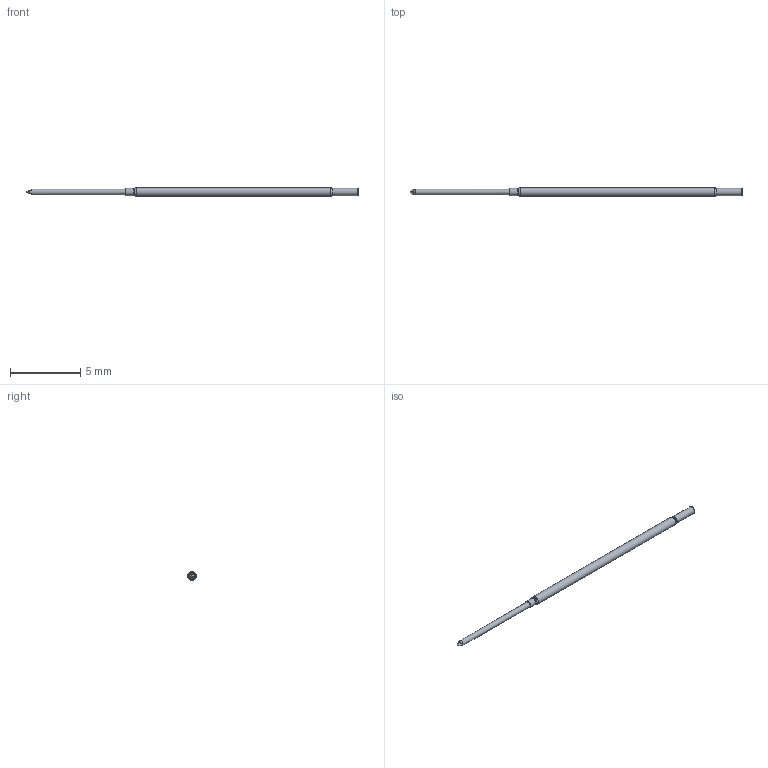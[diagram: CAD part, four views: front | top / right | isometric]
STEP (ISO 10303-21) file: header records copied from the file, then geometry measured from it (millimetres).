
FILE_DESCRIPTION (( 'STEP AP214' ), '1' );
FILE_NAME ('X31-PR16S6RP.STEP', '2017-06-08T18:29:51', ( '' ), ( '' ), 'SwSTEP 2.0', 'SolidWorks 2017', '' );
FILE_SCHEMA (( 'AUTOMOTIVE_DESIGN' ));
Length unit declared in the file: inch
Products named in the file (1): X31-PR16S6RP
Bounding box: 23.62 x 0.62 x 0.62 mm (x, y, z)
Volume: 5.6 mm3; surface area: 40.4 mm2
Topology: 1 solids, 1 shells, 22 faces, 45 edges, 26 vertices
Faces by surface type: cone 10, torus 5, cylinder 4, plane 3
Full cylindrical faces by diameter (mm): 0.401 x1, 0.521 x1, 0.523 x1, 0.617 x1
Entity records: 874 total; most frequent: CARTESIAN_POINT 153, DIRECTION 78, ORIENTED_EDGE 68, AXIS2_PLACEMENT_3D 39, EDGE_LOOP 34, EDGE_CURVE 34, FACE_OUTER_BOUND 31, VERTEX_POINT 26
